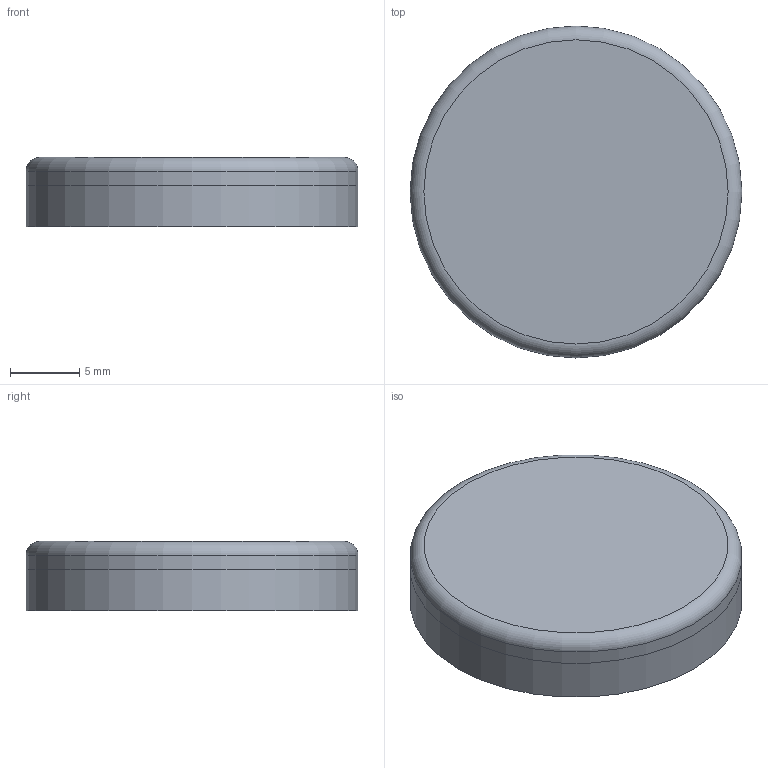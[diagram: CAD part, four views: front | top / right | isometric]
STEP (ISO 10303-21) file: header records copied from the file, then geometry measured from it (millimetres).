
FILE_DESCRIPTION(('Open CASCADE Model'),'2;1');
FILE_NAME('Open CASCADE Shape Model','2024-07-15T16:05:00',('Author'),( 'Open CASCADE'),'Open CASCADE STEP processor 7.7','Open CASCADE 7.7' ,'Unknown');
FILE_SCHEMA(('AUTOMOTIVE_DESIGN { 1 0 10303 214 1 1 1 1 }'));
Length unit declared in the file: millimetre
Products named in the file (6): 9b74ca1b-42bb-11ef-971d-300505fafcf2; 9b74ddbc-42bb-11ef-ac4e-300505fafcf2; 9b74ddbc-42bb-11ef-ac4e-300505fafcf2_part; 9b83dd58-42bb-11ef-96fd-300505fafcf2; 9b83dd58-42bb-11ef-96fd-300505fafcf2_part
Assembly tree (5 placements, depth 4):
  9b74ca1b-42bb-11ef-971d-300505fafcf2
    9b74ca1b-42bb-11ef-971d-300505fafcf2
      9b74ddbc-42bb-11ef-ac4e-300505fafcf2
        9b74ddbc-42bb-11ef-ac4e-300505fafcf2_part
      9b83dd58-42bb-11ef-96fd-300505fafcf2
        9b83dd58-42bb-11ef-96fd-300505fafcf2_part
Bounding box: 24 x 24 x 5 mm (x, y, z)
Volume: 1177.9 mm3; surface area: 1745.3 mm2
Topology: 2 solids, 2 shells, 8 faces, 11 edges, 7 vertices
Faces by surface type: plane 4, cylinder 3, torus 1
Full cylindrical faces by diameter (mm): 22 x1, 24 x2
Entity records: 418 total; most frequent: DIRECTION 67, CARTESIAN_POINT 56, AXIS2_PLACEMENT_3D 22, ORIENTED_EDGE 22, PCURVE 22, DEFINITIONAL_REPRESENTATION 22, LINE 17, VECTOR 17
